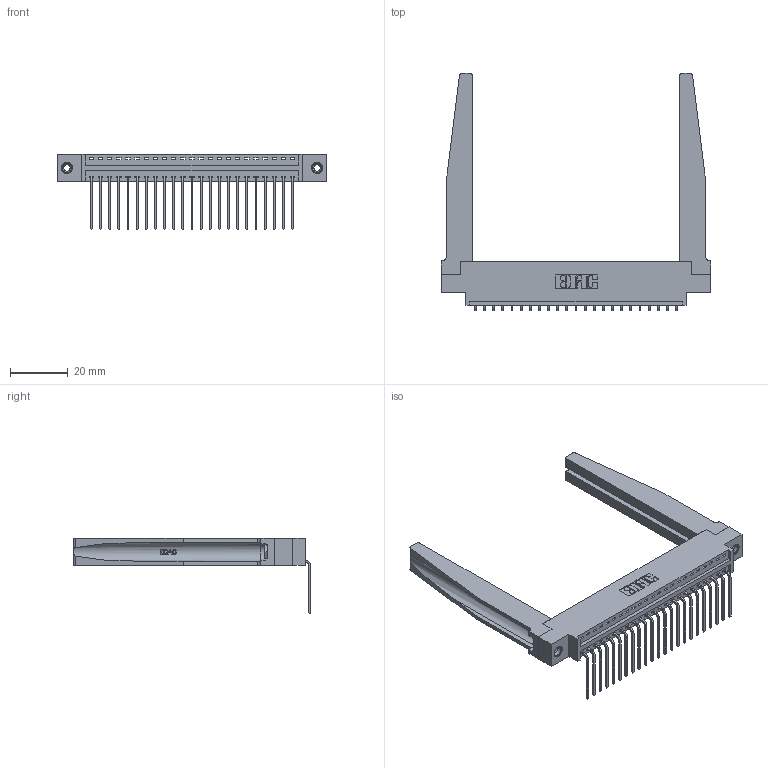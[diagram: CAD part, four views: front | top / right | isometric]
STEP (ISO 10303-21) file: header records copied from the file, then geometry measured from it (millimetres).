
FILE_DESCRIPTION (( 'STEP AP203' ), '1' );
FILE_NAME ('396-023-559-678.STEP', '2019-10-31T21:15:26', ( '' ), ( '' ), 'SwSTEP 2.0', 'SolidWorks 2016', '' );
FILE_SCHEMA (( 'CONFIG_CONTROL_DESIGN' ));
Length unit declared in the file: inch
Products named in the file (5): 346 Part_0.170 Offset - 0.156 Dia-TH; 345-292-001_558 559 Tail - 1; 346-220-078_345-220-078; 345-250-001_345-250-001-102; 396-023-559-678
Assembly tree (28 placements, depth 2):
  396-023-559-678
    346 Part_0.170 Offset - 0.156 Dia-TH
    345-292-001_558 559 Tail - 1  x23
    346-220-078_345-220-078  x2
    345-250-001_345-250-001-102  x2
Bounding box: 93.6 x 82.36 x 26.16 mm (x, y, z)
Volume: 15659.5 mm3; surface area: 17889.7 mm2
Topology: 28 solids, 28 shells, 1740 faces, 5135 edges, 3382 vertices
Faces by surface type: plane 1188, cylinder 500, bspline 36, cone 12, torus 4
Entity records: 21796 total; most frequent: CARTESIAN_POINT 4656, ORIENTED_EDGE 3502, DIRECTION 3115, EDGE_CURVE 1751, LINE 1433, VECTOR 1433, VERTEX_POINT 1160, AXIS2_PLACEMENT_3D 841
